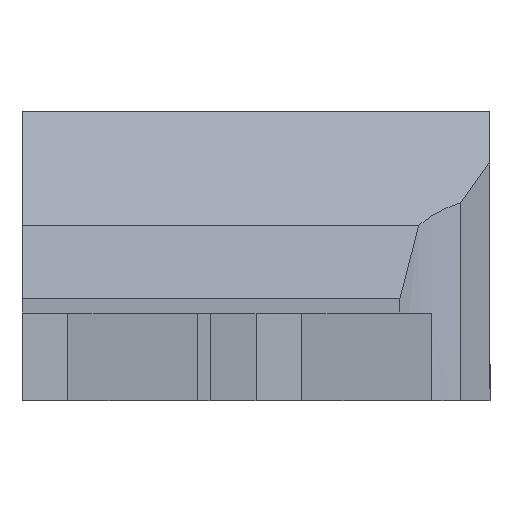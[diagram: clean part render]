
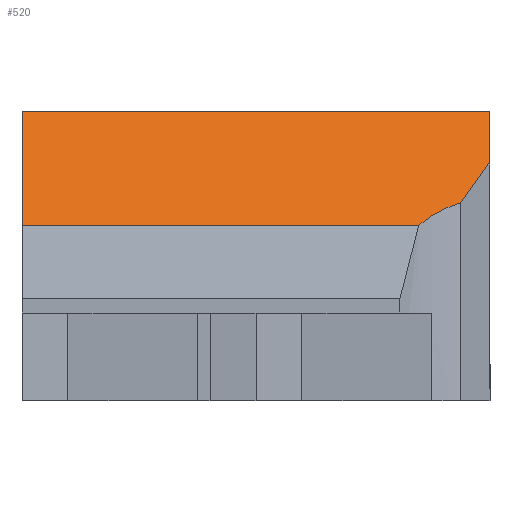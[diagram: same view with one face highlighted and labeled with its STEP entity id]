
A CAD part, left-side view. The second image highlights one B-rep face of the part: STEP entity #520.
In plain terms, the highlighted planar face has unit normal (-0.707, 0, 0.707).
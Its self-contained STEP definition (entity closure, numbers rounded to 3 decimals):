
#64 = ORIENTED_EDGE ( 'NONE', *, *, #78, .F. ) ;
#78 = EDGE_CURVE ( 'NONE', #1909, #179, #2760, .T. ) ;
#179 = VERTEX_POINT ( 'NONE', #2856 ) ;
#226 = DIRECTION ( 'NONE',  ( -0.707, 0., 0.707 ) ) ;
#317 = DIRECTION ( 'NONE',  ( 0.707, 0., 0.707 ) ) ;
#459 = FACE_OUTER_BOUND ( 'NONE', #2007, .T. ) ;
#480 = ORIENTED_EDGE ( 'NONE', *, *, #1344, .T. ) ;
#498 = CARTESIAN_POINT ( 'NONE',  ( -153.86, 31.722, -48.53 ) ) ;
#499 = VECTOR ( 'NONE', #1939, 1000. ) ;
#520 = ADVANCED_FACE ( 'NONE', ( #459 ), #2852, .T. ) ;
#571 = VERTEX_POINT ( 'NONE', #1302 ) ;
#625 = ORIENTED_EDGE ( 'NONE', *, *, #3243, .T. ) ;
#642 = VERTEX_POINT ( 'NONE', #1199 ) ;
#696 = LINE ( 'NONE', #855, #1984 ) ;
#751 = VERTEX_POINT ( 'NONE', #849 ) ;
#828 =( BOUNDED_CURVE ( )  B_SPLINE_CURVE ( 3, ( #3212, #1857, #2915, #1084 ),
 .UNSPECIFIED., .F., .F. ) 
 B_SPLINE_CURVE_WITH_KNOTS ( ( 4, 4 ),
 ( 5.591, 5.991 ),
 .UNSPECIFIED. ) 
 CURVE ( )  GEOMETRIC_REPRESENTATION_ITEM ( )  RATIONAL_B_SPLINE_CURVE ( ( 1., 0.987, 0.987, 1. ) ) 
 REPRESENTATION_ITEM ( '' )  );
#849 = CARTESIAN_POINT ( 'NONE',  ( -99.33, -5.563, 6. ) ) ;
#855 = CARTESIAN_POINT ( 'NONE',  ( -97.715, -8., 7.615 ) ) ;
#937 = CARTESIAN_POINT ( 'NONE',  ( -97.715, 8., 7.615 ) ) ;
#1050 = ORIENTED_EDGE ( 'NONE', *, *, #1449, .T. ) ;
#1084 = CARTESIAN_POINT ( 'NONE',  ( -98.56, -7., 6.77 ) ) ;
#1100 = LINE ( 'NONE', #3101, #2288 ) ;
#1199 = CARTESIAN_POINT ( 'NONE',  ( -97.132, -8., 8.198 ) ) ;
#1302 = CARTESIAN_POINT ( 'NONE',  ( -99.33, 8., 6. ) ) ;
#1320 = CARTESIAN_POINT ( 'NONE',  ( -98.56, -7., 6.77 ) ) ;
#1344 = EDGE_CURVE ( 'NONE', #642, #179, #696, .T. ) ;
#1396 = AXIS2_PLACEMENT_3D ( 'NONE', #2005, #226, #2257 ) ;
#1404 = VECTOR ( 'NONE', #3400, 1000. ) ;
#1449 = EDGE_CURVE ( 'NONE', #2863, #642, #2540, .T. ) ;
#1766 = CARTESIAN_POINT ( 'NONE',  ( -95.43, 135.193, 9.9 ) ) ;
#1846 = ORIENTED_EDGE ( 'NONE', *, *, #1905, .T. ) ;
#1857 = CARTESIAN_POINT ( 'NONE',  ( -98.979, -5.987, 6.351 ) ) ;
#1904 = ORIENTED_EDGE ( 'NONE', *, *, #2551, .T. ) ;
#1905 = EDGE_CURVE ( 'NONE', #571, #751, #1100, .T. ) ;
#1909 = VERTEX_POINT ( 'NONE', #3343 ) ;
#1939 = DIRECTION ( 'NONE',  ( 0.634, -0.444, 0.634 ) ) ;
#1984 = VECTOR ( 'NONE', #317, 1000. ) ;
#2005 = CARTESIAN_POINT ( 'NONE',  ( -99.33, 135.193, 6. ) ) ;
#2007 = EDGE_LOOP ( 'NONE', ( #1904, #1846, #625, #1050, #480, #64 ) ) ;
#2094 = LINE ( 'NONE', #937, #2698 ) ;
#2257 = DIRECTION ( 'NONE',  ( -0.707, 0., -0.707 ) ) ;
#2288 = VECTOR ( 'NONE', #3156, 1000. ) ;
#2540 = LINE ( 'NONE', #498, #499 ) ;
#2551 = EDGE_CURVE ( 'NONE', #1909, #571, #2094, .T. ) ;
#2698 = VECTOR ( 'NONE', #3171, 1000. ) ;
#2760 = LINE ( 'NONE', #1766, #1404 ) ;
#2852 = PLANE ( 'NONE',  #1396 ) ;
#2856 = CARTESIAN_POINT ( 'NONE',  ( -95.43, -8., 9.9 ) ) ;
#2863 = VERTEX_POINT ( 'NONE', #1320 ) ;
#2915 = CARTESIAN_POINT ( 'NONE',  ( -98.718, -6.473, 6.612 ) ) ;
#3101 = CARTESIAN_POINT ( 'NONE',  ( -99.33, 135.193, 6. ) ) ;
#3156 = DIRECTION ( 'NONE',  ( 0., -1., 0. ) ) ;
#3171 = DIRECTION ( 'NONE',  ( -0.707, 0., -0.707 ) ) ;
#3212 = CARTESIAN_POINT ( 'NONE',  ( -99.33, -5.563, 6. ) ) ;
#3243 = EDGE_CURVE ( 'NONE', #751, #2863, #828, .T. ) ;
#3343 = CARTESIAN_POINT ( 'NONE',  ( -95.43, 8., 9.9 ) ) ;
#3400 = DIRECTION ( 'NONE',  ( 0., -1., 0. ) ) ;
